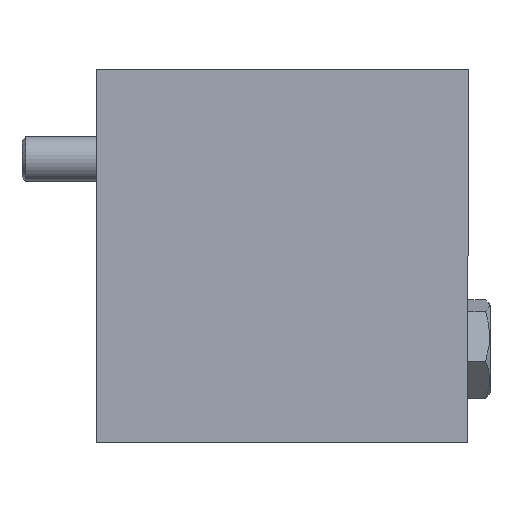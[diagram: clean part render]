
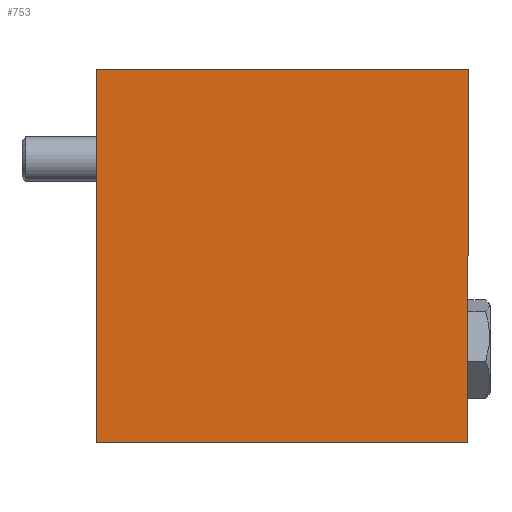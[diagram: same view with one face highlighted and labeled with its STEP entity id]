
A CAD part, front view. The second image highlights one B-rep face of the part: STEP entity #753.
In plain terms, the highlighted planar face has unit normal (0, -1, 0).
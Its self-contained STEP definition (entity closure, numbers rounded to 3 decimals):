
#263=CARTESIAN_POINT('',(25.0,-15.,25.0));
#264=VERTEX_POINT('',#263);
#279=CARTESIAN_POINT('',(-25.,-15.,25.0));
#280=VERTEX_POINT('',#279);
#287=CARTESIAN_POINT('',(25.0,-15.,25.0));
#288=DIRECTION('',(-1.0,0.0,0.0));
#289=VECTOR('',#288,50.0);
#290=LINE('',#287,#289);
#291=EDGE_CURVE('',#264,#280,#290,.T.);
#670=CARTESIAN_POINT('',(-25.,-15.,0.0));
#671=VERTEX_POINT('',#670);
#678=CARTESIAN_POINT('',(-25.,-15.,0.0));
#679=DIRECTION('',(0.0,0.0,1.0));
#680=VECTOR('',#679,25.0);
#681=LINE('',#678,#680);
#682=EDGE_CURVE('',#671,#280,#681,.T.);
#698=CARTESIAN_POINT('',(25.0,-15.,0.0));
#699=DIRECTION('',(0.0,-1.0,0.0));
#700=DIRECTION('',(0.0,0.0,-1.0));
#701=AXIS2_PLACEMENT_3D('',#698,#699,#700);
#702=PLANE('',#701);
#703=ORIENTED_EDGE('',*,*,#291,.T.);
#704=ORIENTED_EDGE('',*,*,#682,.F.);
#705=CARTESIAN_POINT('',(-24.95,-15.,0.));
#706=VERTEX_POINT('',#705);
#707=CARTESIAN_POINT('',(-24.95,-15.,0.0));
#708=DIRECTION('',(-1.0,0.0,0.0));
#709=VECTOR('',#708,0.05);
#710=LINE('',#707,#709);
#711=EDGE_CURVE('',#706,#671,#710,.T.);
#712=ORIENTED_EDGE('',*,*,#711,.F.);
#713=CARTESIAN_POINT('',(-24.95,-15.,-25.));
#714=VERTEX_POINT('',#713);
#715=CARTESIAN_POINT('',(-24.95,-15.,-25.));
#716=DIRECTION('',(0.0,0.0,1.0));
#717=VECTOR('',#716,25.0);
#718=LINE('',#715,#717);
#719=EDGE_CURVE('',#714,#706,#718,.T.);
#720=ORIENTED_EDGE('',*,*,#719,.F.);
#721=CARTESIAN_POINT('',(24.85,-15.,-25.));
#722=VERTEX_POINT('',#721);
#723=CARTESIAN_POINT('',(24.85,-15.,-25.));
#724=DIRECTION('',(-1.0,0.0,0.0));
#725=VECTOR('',#724,49.8);
#726=LINE('',#723,#725);
#727=EDGE_CURVE('',#722,#714,#726,.T.);
#728=ORIENTED_EDGE('',*,*,#727,.F.);
#729=CARTESIAN_POINT('',(24.85,-15.,0.));
#730=VERTEX_POINT('',#729);
#731=CARTESIAN_POINT('',(24.85,-15.,-25.));
#732=DIRECTION('',(0.0,0.0,1.0));
#733=VECTOR('',#732,25.);
#734=LINE('',#731,#733);
#735=EDGE_CURVE('',#722,#730,#734,.T.);
#736=ORIENTED_EDGE('',*,*,#735,.T.);
#737=CARTESIAN_POINT('',(25.0,-15.,0.0));
#738=VERTEX_POINT('',#737);
#739=CARTESIAN_POINT('',(25.0,-15.,0.0));
#740=DIRECTION('',(-1.0,0.0,0.0));
#741=VECTOR('',#740,0.15);
#742=LINE('',#739,#741);
#743=EDGE_CURVE('',#738,#730,#742,.T.);
#744=ORIENTED_EDGE('',*,*,#743,.F.);
#745=CARTESIAN_POINT('',(25.0,-15.,0.0));
#746=DIRECTION('',(0.0,0.0,1.0));
#747=VECTOR('',#746,25.0);
#748=LINE('',#745,#747);
#749=EDGE_CURVE('',#738,#264,#748,.T.);
#750=ORIENTED_EDGE('',*,*,#749,.T.);
#751=EDGE_LOOP('',(#703,#704,#712,#720,#728,#736,#744,#750));
#752=FACE_OUTER_BOUND('',#751,.T.);
#753=ADVANCED_FACE('',(#752),#702,.T.);
